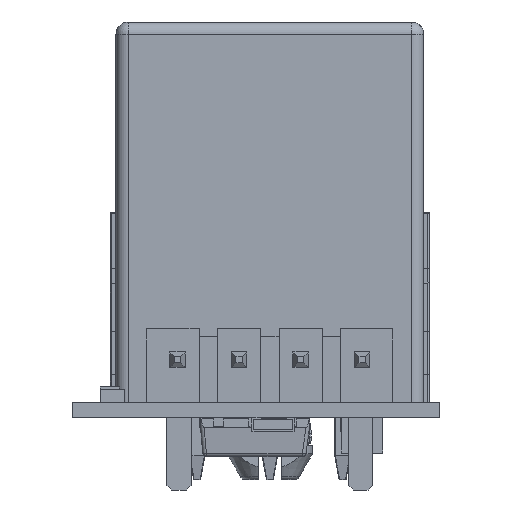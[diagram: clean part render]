
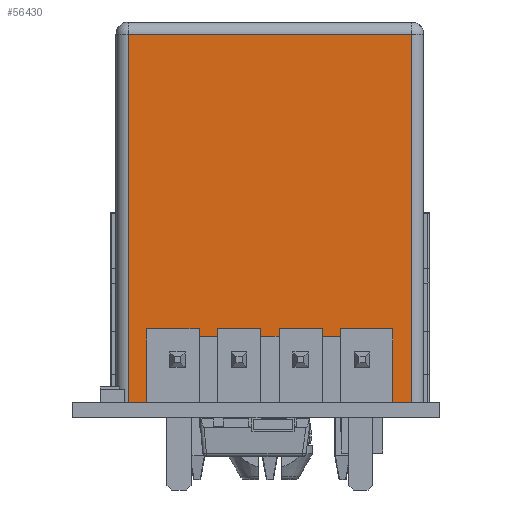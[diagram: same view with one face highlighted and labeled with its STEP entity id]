
A CAD part, left-side view. The second image highlights one B-rep face of the part: STEP entity #56430.
In plain terms, the highlighted planar face has unit normal (-1, 0, 0).
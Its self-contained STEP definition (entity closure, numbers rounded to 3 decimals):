
#56194 = EDGE_CURVE('',#56195,#56197,#56199,.T.);
#56195 = VERTEX_POINT('',#56196);
#56196 = CARTESIAN_POINT('',(-14.5,4.85,-0.4));
#56197 = VERTEX_POINT('',#56198);
#56198 = CARTESIAN_POINT('',(-14.5,4.85,0.));
#56199 = LINE('',#56200,#56201);
#56200 = CARTESIAN_POINT('',(-14.5,4.85,0.));
#56201 = VECTOR('',#56202,1.);
#56202 = DIRECTION('',(0.,0.,1.));
#56267 = EDGE_CURVE('',#56268,#56195,#56270,.T.);
#56268 = VERTEX_POINT('',#56269);
#56269 = CARTESIAN_POINT('',(-14.5,-4.85,-0.4));
#56270 = LINE('',#56271,#56272);
#56271 = CARTESIAN_POINT('',(-14.5,3.175,-0.4));
#56272 = VECTOR('',#56273,1.);
#56273 = DIRECTION('',(0.,1.,0.));
#56332 = EDGE_CURVE('',#56333,#56268,#56335,.T.);
#56333 = VERTEX_POINT('',#56334);
#56334 = CARTESIAN_POINT('',(-14.5,-4.85,0.));
#56335 = LINE('',#56336,#56337);
#56336 = CARTESIAN_POINT('',(-14.5,-4.85,0.));
#56337 = VECTOR('',#56338,1.);
#56338 = DIRECTION('',(0.,0.,-1.));
#56358 = EDGE_CURVE('',#56333,#56359,#56361,.T.);
#56359 = VERTEX_POINT('',#56360);
#56360 = CARTESIAN_POINT('',(-14.5,-5.85,0.));
#56361 = LINE('',#56362,#56363);
#56362 = CARTESIAN_POINT('',(-14.5,5.85,0.));
#56363 = VECTOR('',#56364,1.);
#56364 = DIRECTION('',(0.,-1.,0.));
#56385 = VERTEX_POINT('',#56386);
#56386 = CARTESIAN_POINT('',(-14.5,5.85,0.));
#56393 = EDGE_CURVE('',#56385,#56197,#56394,.T.);
#56394 = LINE('',#56395,#56396);
#56395 = CARTESIAN_POINT('',(-14.5,5.85,0.));
#56396 = VECTOR('',#56397,1.);
#56397 = DIRECTION('',(0.,-1.,0.));
#56430 = ADVANCED_FACE('',(#56431),#56460,.T.);
#56431 = FACE_BOUND('',#56432,.T.);
#56432 = EDGE_LOOP('',(#56433,#56434,#56435,#56436,#56437,#56445,#56453,
    #56459));
#56433 = ORIENTED_EDGE('',*,*,#56332,.T.);
#56434 = ORIENTED_EDGE('',*,*,#56267,.T.);
#56435 = ORIENTED_EDGE('',*,*,#56194,.T.);
#56436 = ORIENTED_EDGE('',*,*,#56393,.F.);
#56437 = ORIENTED_EDGE('',*,*,#56438,.T.);
#56438 = EDGE_CURVE('',#56385,#56439,#56441,.T.);
#56439 = VERTEX_POINT('',#56440);
#56440 = CARTESIAN_POINT('',(-14.5,5.85,-15.2));
#56441 = LINE('',#56442,#56443);
#56442 = CARTESIAN_POINT('',(-14.5,5.85,0.));
#56443 = VECTOR('',#56444,1.);
#56444 = DIRECTION('',(0.,0.,-1.));
#56445 = ORIENTED_EDGE('',*,*,#56446,.F.);
#56446 = EDGE_CURVE('',#56447,#56439,#56449,.T.);
#56447 = VERTEX_POINT('',#56448);
#56448 = CARTESIAN_POINT('',(-14.5,-5.85,-15.2));
#56449 = LINE('',#56450,#56451);
#56450 = CARTESIAN_POINT('',(-14.5,-5.85,-15.2));
#56451 = VECTOR('',#56452,1.);
#56452 = DIRECTION('',(0.,1.,0.));
#56453 = ORIENTED_EDGE('',*,*,#56454,.F.);
#56454 = EDGE_CURVE('',#56359,#56447,#56455,.T.);
#56455 = LINE('',#56456,#56457);
#56456 = CARTESIAN_POINT('',(-14.5,-5.85,0.));
#56457 = VECTOR('',#56458,1.);
#56458 = DIRECTION('',(0.,0.,-1.));
#56459 = ORIENTED_EDGE('',*,*,#56358,.F.);
#56460 = PLANE('',#56461);
#56461 = AXIS2_PLACEMENT_3D('',#56462,#56463,#56464);
#56462 = CARTESIAN_POINT('',(-14.5,6.35,0.));
#56463 = DIRECTION('',(-1.,0.,0.));
#56464 = DIRECTION('',(0.,-1.,0.));
